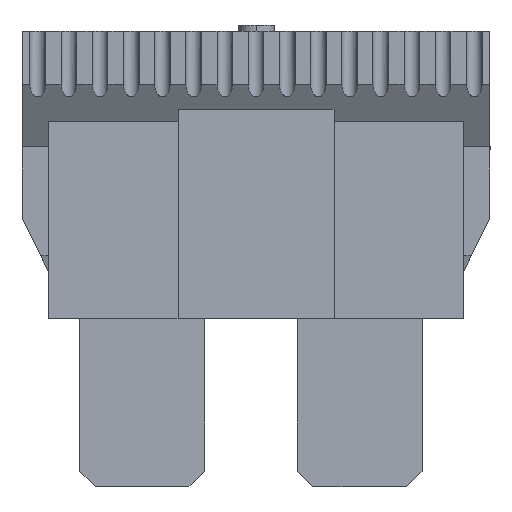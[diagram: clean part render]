
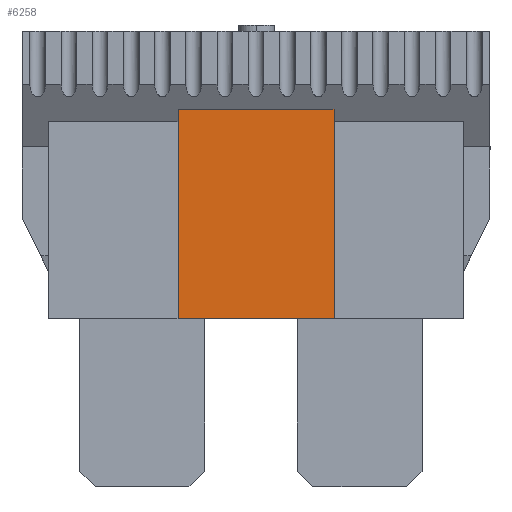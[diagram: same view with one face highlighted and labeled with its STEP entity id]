
A CAD part, top view. The second image highlights one B-rep face of the part: STEP entity #6258.
In plain terms, the highlighted planar face has unit normal (0, 0, 1).
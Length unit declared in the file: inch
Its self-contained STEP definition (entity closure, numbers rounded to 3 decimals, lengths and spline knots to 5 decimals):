
#255 = CARTESIAN_POINT ( 'NONE',  ( -0.125, -0.28075, 0.075 ) ) ;
#320 = DIRECTION ( 'NONE',  ( 0., 0., 1. ) ) ;
#356 = CARTESIAN_POINT ( 'NONE',  ( -0.125, 0.08425, 0.075 ) ) ;
#586 = LINE ( 'NONE', #356, #3022 ) ;
#825 = VERTEX_POINT ( 'NONE', #5036 ) ;
#893 = AXIS2_PLACEMENT_3D ( 'NONE', #4277, #320, #2726 ) ;
#993 = CARTESIAN_POINT ( 'NONE',  ( 0.125, -0.28075, 0.075 ) ) ;
#1397 = DIRECTION ( 'NONE',  ( 1., 0., 0. ) ) ;
#1734 = CARTESIAN_POINT ( 'NONE',  ( 0.125, 0.05425, 0.075 ) ) ;
#1785 = EDGE_LOOP ( 'NONE', ( #2472, #1836, #3158, #2237 ) ) ;
#1836 = ORIENTED_EDGE ( 'NONE', *, *, #6185, .T. ) ;
#2237 = ORIENTED_EDGE ( 'NONE', *, *, #5728, .F. ) ;
#2344 = EDGE_CURVE ( 'NONE', #5408, #825, #6309, .T. ) ;
#2472 = ORIENTED_EDGE ( 'NONE', *, *, #2555, .F. ) ;
#2555 = EDGE_CURVE ( 'NONE', #3869, #4086, #3371, .T. ) ;
#2726 = DIRECTION ( 'NONE',  ( 1., 0., 0. ) ) ;
#2885 = CARTESIAN_POINT ( 'NONE',  ( -0.125, 0.05425, 0.075 ) ) ;
#3022 = VECTOR ( 'NONE', #3978, 39.37008 ) ;
#3158 = ORIENTED_EDGE ( 'NONE', *, *, #2344, .F. ) ;
#3354 = LINE ( 'NONE', #3437, #4354 ) ;
#3371 = LINE ( 'NONE', #3888, #3827 ) ;
#3437 = CARTESIAN_POINT ( 'NONE',  ( 0.125, 0.08425, 0.075 ) ) ;
#3827 = VECTOR ( 'NONE', #1397, 39.37008 ) ;
#3869 = VERTEX_POINT ( 'NONE', #2885 ) ;
#3888 = CARTESIAN_POINT ( 'NONE',  ( 0.375, 0.05425, 0.075 ) ) ;
#3978 = DIRECTION ( 'NONE',  ( 0., -1., 0. ) ) ;
#4086 = VERTEX_POINT ( 'NONE', #1734 ) ;
#4277 = CARTESIAN_POINT ( 'NONE',  ( -0.125, 0.08425, 0.075 ) ) ;
#4318 = DIRECTION ( 'NONE',  ( -1., 0., 0. ) ) ;
#4354 = VECTOR ( 'NONE', #6346, 39.37008 ) ;
#4801 = PLANE ( 'NONE',  #893 ) ;
#5036 = CARTESIAN_POINT ( 'NONE',  ( -0.125, -0.28075, 0.075 ) ) ;
#5408 = VERTEX_POINT ( 'NONE', #993 ) ;
#5728 = EDGE_CURVE ( 'NONE', #4086, #5408, #3354, .T. ) ;
#6078 = VECTOR ( 'NONE', #4318, 39.37008 ) ;
#6185 = EDGE_CURVE ( 'NONE', #3869, #825, #586, .T. ) ;
#6258 = ADVANCED_FACE ( 'NONE', ( #6437 ), #4801, .T. ) ;
#6309 = LINE ( 'NONE', #255, #6078 ) ;
#6346 = DIRECTION ( 'NONE',  ( 0., -1., 0. ) ) ;
#6437 = FACE_OUTER_BOUND ( 'NONE', #1785, .T. ) ;
